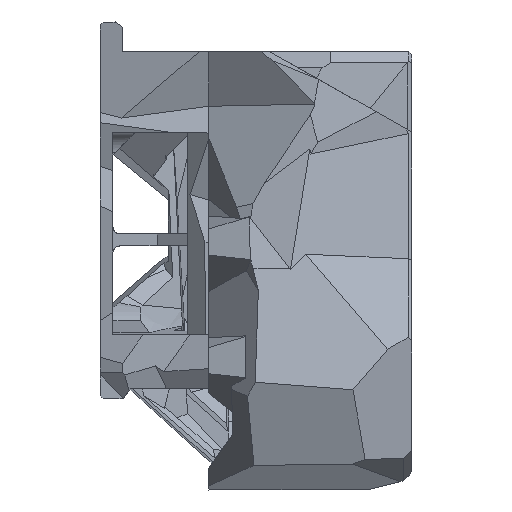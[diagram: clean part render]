
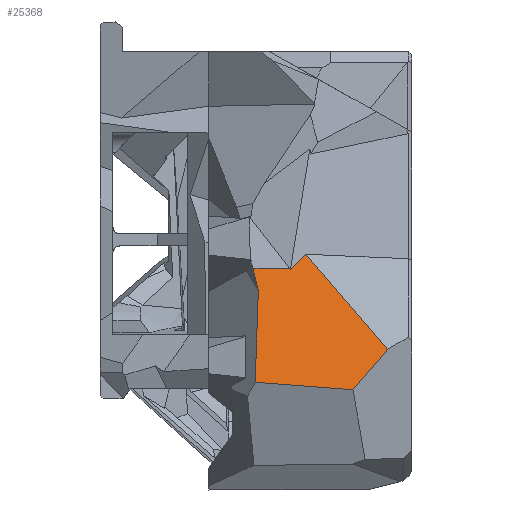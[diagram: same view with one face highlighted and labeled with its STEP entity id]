
A CAD part, left-side view. The second image highlights one B-rep face of the part: STEP entity #25368.
In plain terms, the highlighted planar face has unit normal (-0.966, 0, 0.261).
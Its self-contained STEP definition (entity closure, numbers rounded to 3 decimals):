
#1429=FACE_OUTER_BOUND('',#2776,.T.);
#2776=EDGE_LOOP('',(#18200,#18201,#18202,#18203,#18204,#18205,#18206,#18207));
#4185=LINE('',#54135,#6495);
#4285=LINE('',#54337,#6595);
#4301=LINE('',#54933,#6611);
#4310=LINE('',#54950,#6620);
#4311=LINE('',#54952,#6621);
#4312=LINE('',#54954,#6622);
#4313=LINE('',#54956,#6623);
#4314=LINE('',#54957,#6624);
#6495=VECTOR('',#28416,10.);
#6595=VECTOR('',#28588,10.);
#6611=VECTOR('',#28654,10.);
#6620=VECTOR('',#28665,10.);
#6621=VECTOR('',#28668,10.);
#6622=VECTOR('',#28669,10.);
#6623=VECTOR('',#28670,10.);
#6624=VECTOR('',#28671,10.);
#10579=VERTEX_POINT('',#54132);
#10580=VERTEX_POINT('',#54134);
#10646=VERTEX_POINT('',#54336);
#10681=VERTEX_POINT('',#54931);
#10682=VERTEX_POINT('',#54932);
#10689=VERTEX_POINT('',#54948);
#10690=VERTEX_POINT('',#54953);
#10691=VERTEX_POINT('',#54955);
#13438=EDGE_CURVE('',#10579,#10580,#4185,.T.);
#13538=EDGE_CURVE('',#10646,#10580,#4285,.T.);
#13581=EDGE_CURVE('',#10681,#10682,#4301,.F.);
#13590=EDGE_CURVE('',#10689,#10682,#4310,.T.);
#13591=EDGE_CURVE('',#10681,#10579,#4311,.T.);
#13592=EDGE_CURVE('',#10690,#10689,#4312,.T.);
#13593=EDGE_CURVE('',#10691,#10690,#4313,.T.);
#13594=EDGE_CURVE('',#10646,#10691,#4314,.T.);
#18200=ORIENTED_EDGE('',*,*,#13538,.T.);
#18201=ORIENTED_EDGE('',*,*,#13438,.F.);
#18202=ORIENTED_EDGE('',*,*,#13591,.F.);
#18203=ORIENTED_EDGE('',*,*,#13581,.T.);
#18204=ORIENTED_EDGE('',*,*,#13590,.F.);
#18205=ORIENTED_EDGE('',*,*,#13592,.F.);
#18206=ORIENTED_EDGE('',*,*,#13593,.F.);
#18207=ORIENTED_EDGE('',*,*,#13594,.F.);
#24559=PLANE('',#26739);
#25368=ADVANCED_FACE('',(#1429),#24559,.F.);
#26739=AXIS2_PLACEMENT_3D('',#54951,#28666,#28667);
#28416=DIRECTION('',(0.185,-0.705,0.685));
#28588=DIRECTION('',(0.2,0.64,0.742));
#28654=DIRECTION('',(0.,-1.,0.));
#28665=DIRECTION('',(0.254,0.23,0.94));
#28666=DIRECTION('center_axis',(0.965,0.,
-0.261));
#28667=DIRECTION('ref_axis',(-0.261,0.,-0.965));
#28668=DIRECTION('',(-0.21,-0.59,-0.779));
#28669=DIRECTION('',(0.26,-0.033,0.965));
#28670=DIRECTION('',(0.02,0.997,0.075));
#28671=DIRECTION('',(-0.2,0.64,-0.742));
#54132=CARTESIAN_POINT('',(-31.151,-11.042,32.142));
#54134=CARTESIAN_POINT('',(-30.604,-13.131,34.17));
#54135=CARTESIAN_POINT('',(-28.391,-21.577,42.369));
#54336=CARTESIAN_POINT('',(-34.062,-24.186,21.352));
#54337=CARTESIAN_POINT('',(-33.525,-22.468,23.344));
#54931=CARTESIAN_POINT('',(-31.121,-10.956,32.254));
#54932=CARTESIAN_POINT('',(-31.121,-5.979,32.254));
#54933=CARTESIAN_POINT('',(-31.121,-27.5,32.254));
#54948=CARTESIAN_POINT('',(-31.929,-6.712,29.257));
#54950=CARTESIAN_POINT('',(-27.9,-3.061,44.189));
#54951=CARTESIAN_POINT('Origin',(-31.121,-27.5,32.254));
#54952=CARTESIAN_POINT('',(-31.026,-10.692,32.604));
#54953=CARTESIAN_POINT('',(-35.265,-6.292,16.896));
#54954=CARTESIAN_POINT('',(-30.401,-6.905,34.919));
#54955=CARTESIAN_POINT('',(-35.534,-19.483,15.897));
#54956=CARTESIAN_POINT('',(-35.564,-20.969,15.785));
#54957=CARTESIAN_POINT('',(-34.793,-21.852,18.645));
